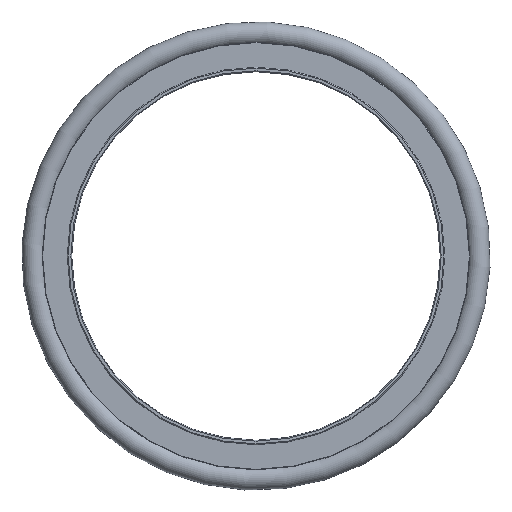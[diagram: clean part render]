
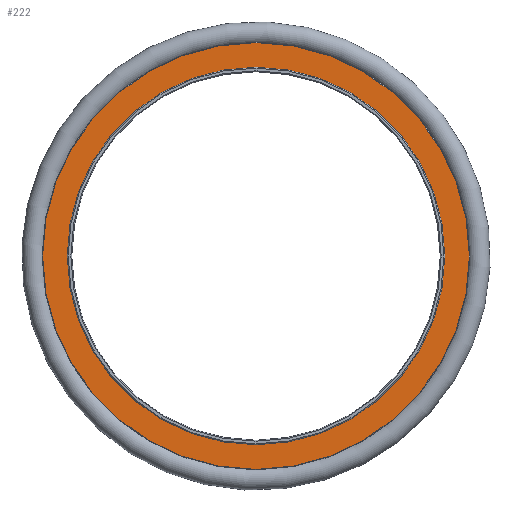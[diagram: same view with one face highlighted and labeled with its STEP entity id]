
A CAD part, left-side view. The second image highlights one B-rep face of the part: STEP entity #222.
In plain terms, the highlighted planar face has unit normal (-1, 0, 0).
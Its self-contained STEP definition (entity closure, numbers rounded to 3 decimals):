
#62=ORIENTED_EDGE('',*,*,#93,.T.);
#63=ORIENTED_EDGE('',*,*,#94,.F.);
#93=EDGE_CURVE('',#111,#111,#130,.F.);
#94=EDGE_CURVE('',#112,#112,#131,.T.);
#111=VERTEX_POINT('',#411);
#112=VERTEX_POINT('',#413);
#130=CIRCLE('',#279,46.9);
#131=CIRCLE('',#280,41.5);
#153=EDGE_LOOP('',(#62));
#154=EDGE_LOOP('',(#63));
#189=FACE_BOUND('',#153,.T.);
#190=FACE_BOUND('',#154,.T.);
#212=PLANE('',#278);
#222=ADVANCED_FACE('',(#189,#190),#212,.F.);
#278=AXIS2_PLACEMENT_3D('',#409,#338,#339);
#279=AXIS2_PLACEMENT_3D('',#410,#340,#341);
#280=AXIS2_PLACEMENT_3D('',#412,#342,#343);
#338=DIRECTION('',(1.,0.,0.));
#339=DIRECTION('',(0.,0.,-1.));
#340=DIRECTION('',(1.,0.,0.));
#341=DIRECTION('',(0.,0.,-1.));
#342=DIRECTION('',(-1.,0.,0.));
#343=DIRECTION('',(0.,0.,1.));
#409=CARTESIAN_POINT('',(-2.,0.,47.));
#410=CARTESIAN_POINT('',(-2.,0.,0.));
#411=CARTESIAN_POINT('',(-2.,0.,-46.9));
#412=CARTESIAN_POINT('',(-2.,0.,0.));
#413=CARTESIAN_POINT('',(-2.,0.,41.5));
